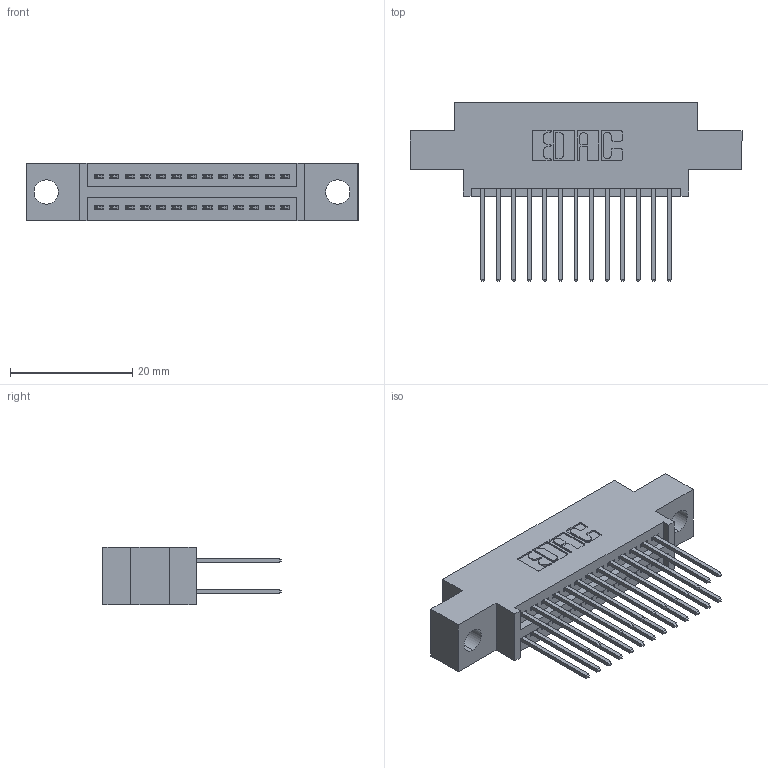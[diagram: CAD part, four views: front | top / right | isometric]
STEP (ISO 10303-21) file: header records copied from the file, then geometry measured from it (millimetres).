
FILE_DESCRIPTION (( 'STEP AP203' ), '1' );
FILE_NAME ('395-026-540-804.STEP', '2018-11-09T22:06:18', ( '' ), ( '' ), 'SwSTEP 2.0', 'SolidWorks 2016', '' );
FILE_SCHEMA (( 'CONFIG_CONTROL_DESIGN' ));
Length unit declared in the file: inch
Products named in the file (3): 345 Part_0.170 Offset - 0.156 Dia-TH; 345-292-001_345-293-140; 395-026-540-804
Assembly tree (27 placements, depth 2):
  395-026-540-804
    345 Part_0.170 Offset - 0.156 Dia-TH
    345-292-001_345-293-140  x26
Bounding box: 54.23 x 29.13 x 9.4 mm (x, y, z)
Volume: 4896 mm3; surface area: 7091.4 mm2
Topology: 27 solids, 27 shells, 1430 faces, 4227 edges, 2782 vertices
Faces by surface type: plane 942, cylinder 488
Entity records: 14257 total; most frequent: CARTESIAN_POINT 2420, ORIENTED_EDGE 2354, DIRECTION 2169, EDGE_CURVE 1177, VECTOR 993, LINE 993, VERTEX_POINT 782, AXIS2_PLACEMENT_3D 588
